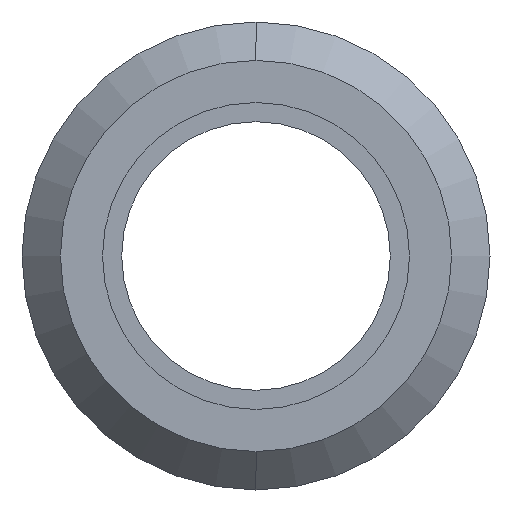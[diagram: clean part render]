
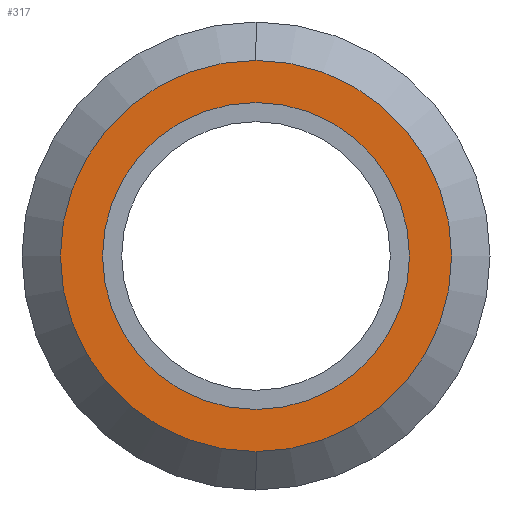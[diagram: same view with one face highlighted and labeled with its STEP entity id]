
A CAD part, left-side view. The second image highlights one B-rep face of the part: STEP entity #317.
In plain terms, the highlighted planar face has unit normal (-1, 0, 0).
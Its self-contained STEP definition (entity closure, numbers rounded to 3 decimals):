
#1 = CARTESIAN_POINT ( 'NONE',  ( -5.1, 0., 0. ) ) ;
#3 = CIRCLE ( 'NONE', #478, 10.195 ) ;
#6 = VERTEX_POINT ( 'NONE', #315 ) ;
#30 = EDGE_CURVE ( 'NONE', #208, #41, #465, .T. ) ;
#41 = VERTEX_POINT ( 'NONE', #363 ) ;
#56 = EDGE_CURVE ( 'NONE', #41, #208, #3, .T. ) ;
#61 = CARTESIAN_POINT ( 'NONE',  ( -5.1, 0., 0. ) ) ;
#66 = DIRECTION ( 'NONE',  ( -1., 0., 0. ) ) ;
#71 = CARTESIAN_POINT ( 'NONE',  ( -5.1, 0., 0. ) ) ;
#82 = EDGE_LOOP ( 'NONE', ( #488, #314 ) ) ;
#101 = DIRECTION ( 'NONE',  ( -1., 0., 0. ) ) ;
#146 = DIRECTION ( 'NONE',  ( -1., 0., 0. ) ) ;
#178 = EDGE_CURVE ( 'NONE', #323, #6, #305, .T. ) ;
#186 = AXIS2_PLACEMENT_3D ( 'NONE', #1, #485, #398 ) ;
#206 = DIRECTION ( 'NONE',  ( 0., 0., -1. ) ) ;
#208 = VERTEX_POINT ( 'NONE', #418 ) ;
#222 = PLANE ( 'NONE',  #458 ) ;
#252 = FACE_OUTER_BOUND ( 'NONE', #368, .T. ) ;
#305 = CIRCLE ( 'NONE', #333, 8. ) ;
#314 = ORIENTED_EDGE ( 'NONE', *, *, #337, .F. ) ;
#315 = CARTESIAN_POINT ( 'NONE',  ( -5.1, 0., -8. ) ) ;
#317 = ADVANCED_FACE ( 'NONE', ( #410, #252 ), #222, .F. ) ;
#319 = DIRECTION ( 'NONE',  ( 0., 0., 1. ) ) ;
#323 = VERTEX_POINT ( 'NONE', #574 ) ;
#324 = AXIS2_PLACEMENT_3D ( 'NONE', #454, #146, #319 ) ;
#333 = AXIS2_PLACEMENT_3D ( 'NONE', #71, #66, #503 ) ;
#337 = EDGE_CURVE ( 'NONE', #6, #323, #395, .T. ) ;
#363 = CARTESIAN_POINT ( 'NONE',  ( -5.1, 0., -10.195 ) ) ;
#368 = EDGE_LOOP ( 'NONE', ( #573, #405 ) ) ;
#395 = CIRCLE ( 'NONE', #186, 8. ) ;
#398 = DIRECTION ( 'NONE',  ( 0., 0., 1. ) ) ;
#405 = ORIENTED_EDGE ( 'NONE', *, *, #30, .T. ) ;
#410 = FACE_BOUND ( 'NONE', #82, .T. ) ;
#418 = CARTESIAN_POINT ( 'NONE',  ( -5.1, 0., 10.195 ) ) ;
#454 = CARTESIAN_POINT ( 'NONE',  ( -5.1, 0., 0. ) ) ;
#458 = AXIS2_PLACEMENT_3D ( 'NONE', #469, #528, #206 ) ;
#465 = CIRCLE ( 'NONE', #324, 10.195 ) ;
#469 = CARTESIAN_POINT ( 'NONE',  ( -5.1, 10.195, 0. ) ) ;
#478 = AXIS2_PLACEMENT_3D ( 'NONE', #61, #101, #539 ) ;
#485 = DIRECTION ( 'NONE',  ( -1., 0., 0. ) ) ;
#488 = ORIENTED_EDGE ( 'NONE', *, *, #178, .F. ) ;
#503 = DIRECTION ( 'NONE',  ( 0., 0., 1. ) ) ;
#528 = DIRECTION ( 'NONE',  ( 1., 0., 0. ) ) ;
#539 = DIRECTION ( 'NONE',  ( 0., 0., 1. ) ) ;
#573 = ORIENTED_EDGE ( 'NONE', *, *, #56, .T. ) ;
#574 = CARTESIAN_POINT ( 'NONE',  ( -5.1, 0., 8. ) ) ;
